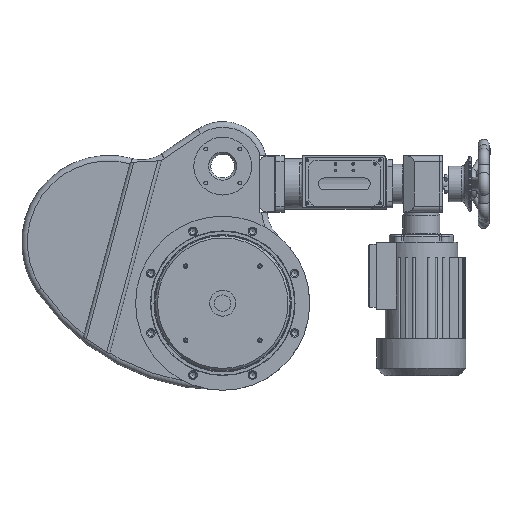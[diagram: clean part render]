
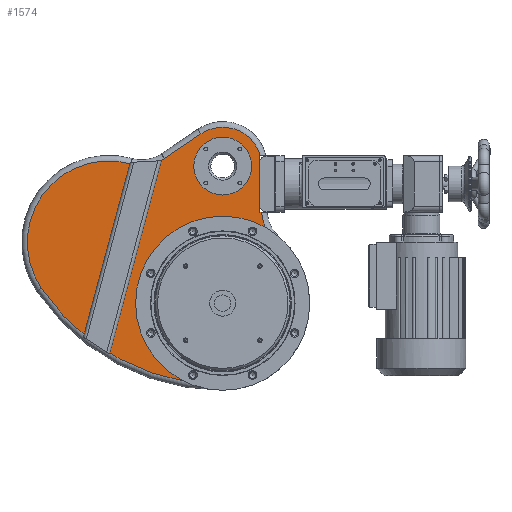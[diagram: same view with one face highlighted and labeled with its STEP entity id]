
A CAD part, front view. The second image highlights one B-rep face of the part: STEP entity #1574.
In plain terms, the highlighted face is planar.
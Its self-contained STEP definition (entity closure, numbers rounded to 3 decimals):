
#1574=ADVANCED_FACE('',(#5180,#5182,#5184),#5186,.F.);
#5180=FACE_BOUND('',#5181,.T.);
#5181=EDGE_LOOP('',(#17617,#17618,#17619,#17620,#17621,#17622,#17623,#17624,#17625,
#17626));
#5182=FACE_BOUND('',#5183,.T.);
#5183=EDGE_LOOP('',(#17627));
#5184=FACE_BOUND('',#5185,.T.);
#5185=EDGE_LOOP('',(#17628));
#5186=PLANE('',#5187);
#5187=AXIS2_PLACEMENT_3D('',#5188,#5189,#5190);
#5188=CARTESIAN_POINT('',(0.,0.,-32.));
#5189=DIRECTION('',(0.,0.,1.));
#5190=DIRECTION('',(1.,0.,0.));
#17617=ORIENTED_EDGE('',*,*,#22623,.F.);
#17618=ORIENTED_EDGE('',*,*,#22660,.F.);
#17619=ORIENTED_EDGE('',*,*,#22661,.F.);
#17620=ORIENTED_EDGE('',*,*,#22662,.F.);
#17621=ORIENTED_EDGE('',*,*,#22663,.F.);
#17622=ORIENTED_EDGE('',*,*,#22664,.F.);
#17623=ORIENTED_EDGE('',*,*,#22616,.F.);
#17624=ORIENTED_EDGE('',*,*,#22665,.F.);
#17625=ORIENTED_EDGE('',*,*,#22666,.F.);
#17626=ORIENTED_EDGE('',*,*,#22667,.F.);
#17627=ORIENTED_EDGE('',*,*,#22668,.F.);
#17628=ORIENTED_EDGE('',*,*,#22669,.F.);
#22616=EDGE_CURVE('',#25260,#25261,#25262,.T.);
#22623=EDGE_CURVE('',#25273,#25275,#25276,.T.);
#22660=EDGE_CURVE('',#25338,#25273,#25339,.T.);
#22661=EDGE_CURVE('',#25340,#25338,#25341,.T.);
#22662=EDGE_CURVE('',#25342,#25340,#25343,.T.);
#22663=EDGE_CURVE('',#25344,#25342,#25345,.T.);
#22664=EDGE_CURVE('',#25261,#25344,#25346,.T.);
#22665=EDGE_CURVE('',#25347,#25260,#25348,.T.);
#22666=EDGE_CURVE('',#25349,#25347,#25350,.F.);
#22667=EDGE_CURVE('',#25275,#25349,#25351,.T.);
#22668=EDGE_CURVE('',#25352,#25352,#25353,.F.);
#22669=EDGE_CURVE('',#25354,#25354,#25355,.F.);
#25260=VERTEX_POINT('',#30221);
#25261=VERTEX_POINT('',#30222);
#25262=CIRCLE('',#30223,55.);
#25273=VERTEX_POINT('',#30325);
#25275=VERTEX_POINT('',#30330);
#25276=CIRCLE('',#30331,52.5);
#25338=VERTEX_POINT('',#30543);
#25339=LINE('',#30544,#30545);
#25340=VERTEX_POINT('',#30547);
#25341=CIRCLE('',#30548,55.);
#25342=VERTEX_POINT('',#30552);
#25343=CIRCLE('',#30553,110.);
#25344=VERTEX_POINT('',#30557);
#25345=CIRCLE('',#30558,295.);
#25346=CIRCLE('',#30562,110.);
#25347=VERTEX_POINT('',#30566);
#25348=LINE('',#30567,#30568);
#25349=VERTEX_POINT('',#30570);
#25350=LINE('',#30571,#30572);
#25351=LINE('',#30574,#30575);
#25352=VERTEX_POINT('',#30577);
#25353=CIRCLE('',#30578,100.);
#25354=VERTEX_POINT('',#30582);
#25355=CIRCLE('',#30583,34.);
#30221=CARTESIAN_POINT('',(64.957,123.,-32.));
#30222=CARTESIAN_POINT('',(45.833,83.45,-32.));
#30223=AXIS2_PLACEMENT_3D('',#30224,#30225,#30226);
#30224=CARTESIAN_POINT('',(10.,125.175,-32.));
#30225=DIRECTION('',(0.,0.,-1.));
#30226=DIRECTION('',(0.999,-0.04,0.));
#30325=CARTESIAN_POINT('',(146.858,228.524,-32.));
#30330=CARTESIAN_POINT('',(66.901,199.,-32.));
#30331=AXIS2_PLACEMENT_3D('',#30332,#30333,#30334);
#30332=CARTESIAN_POINT('',(117.5,185.,-32.));
#30333=DIRECTION('',(0.,0.,1.));
#30334=DIRECTION('',(0.559,0.829,0.));
#30543=CARTESIAN_POINT('',(196.06,195.337,-32.));
#30544=CARTESIAN_POINT('',(196.06,195.337,-32.));
#30545=VECTOR('',#30546,1.);
#30546=DIRECTION('',(-0.829,0.559,0.));
#30547=CARTESIAN_POINT('',(241.605,187.96,-32.));
#30548=AXIS2_PLACEMENT_3D('',#30549,#30550,#30551);
#30549=CARTESIAN_POINT('',(226.815,240.934,-32.));
#30550=DIRECTION('',(0.,0.,-1.));
#30551=DIRECTION('',(0.269,-0.963,0.));
#30552=CARTESIAN_POINT('',(362.073,20.048,-32.));
#30553=AXIS2_PLACEMENT_3D('',#30554,#30555,#30556);
#30554=CARTESIAN_POINT('',(271.186,82.012,-32.));
#30555=DIRECTION('',(0.,0.,1.));
#30556=DIRECTION('',(0.826,-0.563,0.));
#30557=CARTESIAN_POINT('',(117.5,-110.,-32.));
#30558=AXIS2_PLACEMENT_3D('',#30559,#30560,#30561);
#30559=CARTESIAN_POINT('',(117.5,185.,-32.));
#30560=DIRECTION('',(0.,0.,1.));
#30561=DIRECTION('',(0.,-1.,0.));
#30562=AXIS2_PLACEMENT_3D('',#30563,#30564,#30565);
#30563=CARTESIAN_POINT('',(117.5,0.,-32.));
#30564=DIRECTION('',(0.,0.,1.));
#30565=DIRECTION('',(-0.652,0.759,0.));
#30566=CARTESIAN_POINT('',(67.5,123.,-32.));
#30567=CARTESIAN_POINT('',(67.5,123.,-32.));
#30568=VECTOR('',#30569,1.);
#30569=DIRECTION('',(-1.,0.,0.));
#30570=CARTESIAN_POINT('',(67.5,199.,-32.));
#30571=CARTESIAN_POINT('',(67.5,123.,-32.));
#30572=VECTOR('',#30573,1.);
#30573=DIRECTION('',(0.,1.,0.));
#30574=CARTESIAN_POINT('',(66.901,199.,-32.));
#30575=VECTOR('',#30576,1.);
#30576=DIRECTION('',(1.,0.,0.));
#30577=CARTESIAN_POINT('',(217.5,0.,-32.));
#30578=AXIS2_PLACEMENT_3D('',#30579,#30580,#30581);
#30579=CARTESIAN_POINT('',(117.5,0.,-32.));
#30580=DIRECTION('',(0.,0.,1.));
#30581=DIRECTION('',(1.,0.,0.));
#30582=CARTESIAN_POINT('',(151.5,185.,-32.));
#30583=AXIS2_PLACEMENT_3D('',#30584,#30585,#30586);
#30584=CARTESIAN_POINT('',(117.5,185.,-32.));
#30585=DIRECTION('',(0.,0.,1.));
#30586=DIRECTION('',(1.,0.,0.));
